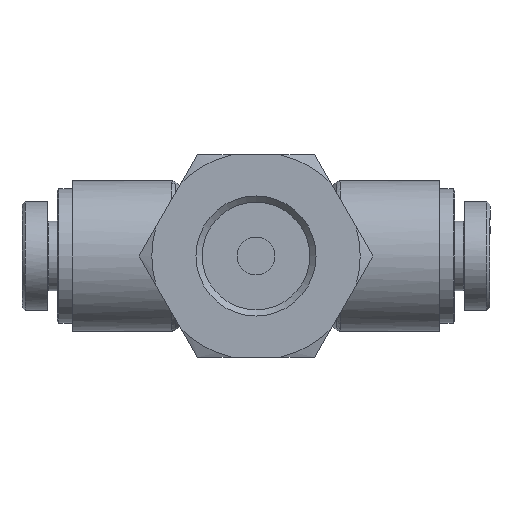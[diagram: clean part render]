
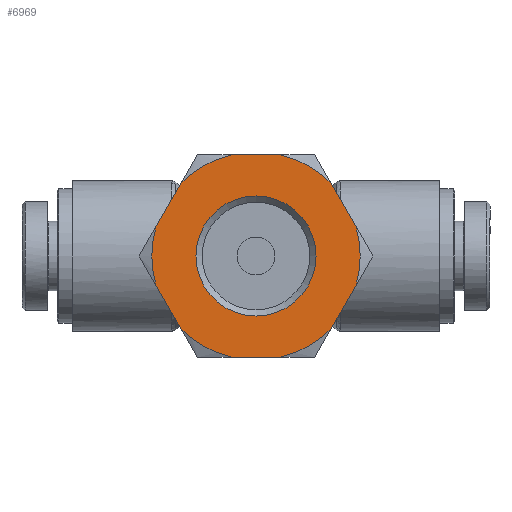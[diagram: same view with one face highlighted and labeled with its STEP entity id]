
A CAD part, front view. The second image highlights one B-rep face of the part: STEP entity #6969.
In plain terms, the highlighted face is planar.
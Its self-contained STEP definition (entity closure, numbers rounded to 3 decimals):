
#6834=CARTESIAN_POINT('',(-24.8,0.,-4.75));
#6835=VERTEX_POINT('',#6834);
#6836=CARTESIAN_POINT('',(-24.8,0.,0.0));
#6837=DIRECTION('',(-1.0,0.0,0.0));
#6838=DIRECTION('',(0.0,0.0,1.0));
#6839=AXIS2_PLACEMENT_3D('',#6836,#6837,#6838);
#6840=CIRCLE('',#6839,4.75);
#6841=EDGE_CURVE('',#6835,#6835,#6840,.T.);
#6857=CARTESIAN_POINT('',(-24.8,6.861,0.0));
#6858=DIRECTION('',(-1.0,0.0,0.0));
#6859=DIRECTION('',(0.0,0.0,1.0));
#6860=AXIS2_PLACEMENT_3D('',#6857,#6858,#6859);
#6861=PLANE('',#6860);
#6862=CARTESIAN_POINT('',(-24.8,7.91,2.299));
#6863=VERTEX_POINT('',#6862);
#6864=CARTESIAN_POINT('',(-24.8,7.91,-2.299));
#6865=VERTEX_POINT('',#6864);
#6866=CARTESIAN_POINT('',(-24.8,0.,0.0));
#6867=DIRECTION('',(-1.0,0.0,0.0));
#6868=DIRECTION('',(0.0,1.0,0.0));
#6869=AXIS2_PLACEMENT_3D('',#6866,#6867,#6868);
#6870=CIRCLE('',#6869,8.238);
#6871=EDGE_CURVE('',#6863,#6865,#6870,.T.);
#6872=ORIENTED_EDGE('',*,*,#6871,.T.);
#6873=CARTESIAN_POINT('',(-24.8,5.946,-5.701));
#6874=VERTEX_POINT('',#6873);
#6875=CARTESIAN_POINT('',(-24.8,5.946,-5.701));
#6876=DIRECTION('',(0.0,0.5,0.866));
#6877=VECTOR('',#6876,3.928);
#6878=LINE('',#6875,#6877);
#6879=EDGE_CURVE('',#6874,#6865,#6878,.T.);
#6880=ORIENTED_EDGE('',*,*,#6879,.F.);
#6881=CARTESIAN_POINT('',(-24.8,1.964,-8.));
#6882=VERTEX_POINT('',#6881);
#6883=CARTESIAN_POINT('',(-24.8,0.,0.0));
#6884=DIRECTION('',(-1.0,0.0,0.0));
#6885=DIRECTION('',(0.0,1.0,0.0));
#6886=AXIS2_PLACEMENT_3D('',#6883,#6884,#6885);
#6887=CIRCLE('',#6886,8.238);
#6888=EDGE_CURVE('',#6874,#6882,#6887,.T.);
#6889=ORIENTED_EDGE('',*,*,#6888,.T.);
#6890=CARTESIAN_POINT('',(-24.8,-1.964,-8.));
#6891=VERTEX_POINT('',#6890);
#6892=CARTESIAN_POINT('',(-24.8,-1.964,-8.));
#6893=DIRECTION('',(0.0,1.0,0.0));
#6894=VECTOR('',#6893,3.928);
#6895=LINE('',#6892,#6894);
#6896=EDGE_CURVE('',#6891,#6882,#6895,.T.);
#6897=ORIENTED_EDGE('',*,*,#6896,.F.);
#6898=CARTESIAN_POINT('',(-24.8,-5.946,-5.701));
#6899=VERTEX_POINT('',#6898);
#6900=CARTESIAN_POINT('',(-24.8,0.,0.0));
#6901=DIRECTION('',(-1.0,0.0,0.0));
#6902=DIRECTION('',(0.0,1.0,0.0));
#6903=AXIS2_PLACEMENT_3D('',#6900,#6901,#6902);
#6904=CIRCLE('',#6903,8.238);
#6905=EDGE_CURVE('',#6891,#6899,#6904,.T.);
#6906=ORIENTED_EDGE('',*,*,#6905,.T.);
#6907=CARTESIAN_POINT('',(-24.8,-7.91,-2.299));
#6908=VERTEX_POINT('',#6907);
#6909=CARTESIAN_POINT('',(-24.8,-7.91,-2.299));
#6910=DIRECTION('',(0.0,0.5,-0.866));
#6911=VECTOR('',#6910,3.928);
#6912=LINE('',#6909,#6911);
#6913=EDGE_CURVE('',#6908,#6899,#6912,.T.);
#6914=ORIENTED_EDGE('',*,*,#6913,.F.);
#6915=CARTESIAN_POINT('',(-24.8,-7.91,2.299));
#6916=VERTEX_POINT('',#6915);
#6917=CARTESIAN_POINT('',(-24.8,0.,0.0));
#6918=DIRECTION('',(-1.0,0.0,0.0));
#6919=DIRECTION('',(0.0,1.0,0.0));
#6920=AXIS2_PLACEMENT_3D('',#6917,#6918,#6919);
#6921=CIRCLE('',#6920,8.238);
#6922=EDGE_CURVE('',#6908,#6916,#6921,.T.);
#6923=ORIENTED_EDGE('',*,*,#6922,.T.);
#6924=CARTESIAN_POINT('',(-24.8,-5.946,5.701));
#6925=VERTEX_POINT('',#6924);
#6926=CARTESIAN_POINT('',(-24.8,-5.946,5.701));
#6927=DIRECTION('',(0.0,-0.5,-0.866));
#6928=VECTOR('',#6927,3.928);
#6929=LINE('',#6926,#6928);
#6930=EDGE_CURVE('',#6925,#6916,#6929,.T.);
#6931=ORIENTED_EDGE('',*,*,#6930,.F.);
#6932=CARTESIAN_POINT('',(-24.8,-1.964,8.));
#6933=VERTEX_POINT('',#6932);
#6934=CARTESIAN_POINT('',(-24.8,0.,0.0));
#6935=DIRECTION('',(-1.0,0.0,0.0));
#6936=DIRECTION('',(0.0,1.0,0.0));
#6937=AXIS2_PLACEMENT_3D('',#6934,#6935,#6936);
#6938=CIRCLE('',#6937,8.238);
#6939=EDGE_CURVE('',#6925,#6933,#6938,.T.);
#6940=ORIENTED_EDGE('',*,*,#6939,.T.);
#6941=CARTESIAN_POINT('',(-24.8,1.964,8.));
#6942=VERTEX_POINT('',#6941);
#6943=CARTESIAN_POINT('',(-24.8,1.964,8.));
#6944=DIRECTION('',(0.0,-1.0,0.0));
#6945=VECTOR('',#6944,3.928);
#6946=LINE('',#6943,#6945);
#6947=EDGE_CURVE('',#6942,#6933,#6946,.T.);
#6948=ORIENTED_EDGE('',*,*,#6947,.F.);
#6949=CARTESIAN_POINT('',(-24.8,5.946,5.701));
#6950=VERTEX_POINT('',#6949);
#6951=CARTESIAN_POINT('',(-24.8,0.,0.0));
#6952=DIRECTION('',(-1.0,0.0,0.0));
#6953=DIRECTION('',(0.0,1.0,0.0));
#6954=AXIS2_PLACEMENT_3D('',#6951,#6952,#6953);
#6955=CIRCLE('',#6954,8.238);
#6956=EDGE_CURVE('',#6942,#6950,#6955,.T.);
#6957=ORIENTED_EDGE('',*,*,#6956,.T.);
#6958=CARTESIAN_POINT('',(-24.8,7.91,2.299));
#6959=DIRECTION('',(0.0,-0.5,0.866));
#6960=VECTOR('',#6959,3.928);
#6961=LINE('',#6958,#6960);
#6962=EDGE_CURVE('',#6863,#6950,#6961,.T.);
#6963=ORIENTED_EDGE('',*,*,#6962,.F.);
#6964=EDGE_LOOP('',(#6872,#6880,#6889,#6897,#6906,#6914,#6923,#6931,#6940,#6948,#6957,#6963));
#6965=FACE_OUTER_BOUND('',#6964,.T.);
#6966=ORIENTED_EDGE('',*,*,#6841,.F.);
#6967=EDGE_LOOP('',(#6966));
#6968=FACE_BOUND('',#6967,.T.);
#6969=ADVANCED_FACE('',(#6965,#6968),#6861,.T.);
